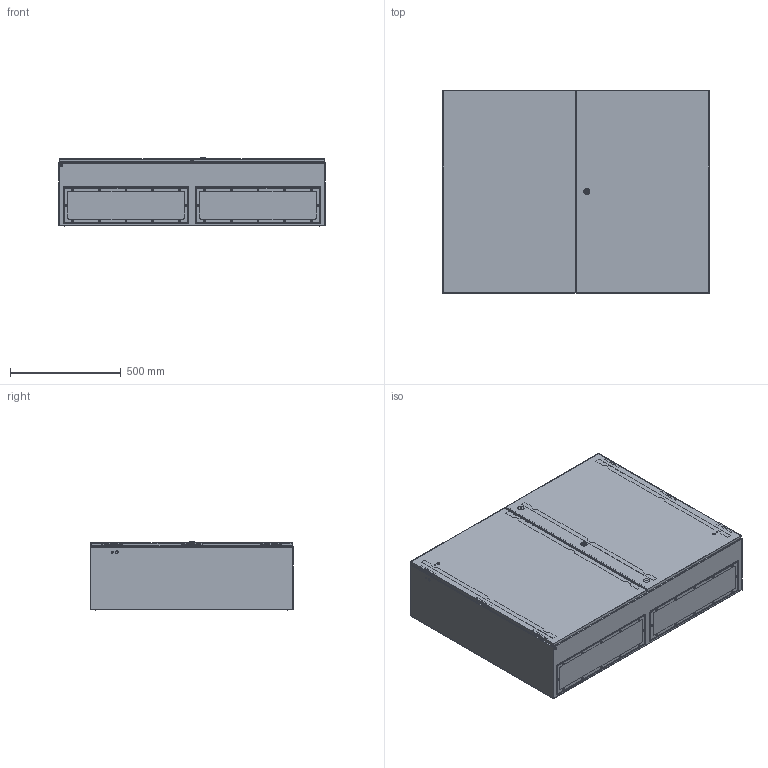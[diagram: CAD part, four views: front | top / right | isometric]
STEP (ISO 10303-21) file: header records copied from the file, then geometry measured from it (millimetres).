
FILE_DESCRIPTION (( 'STEP AP214' ), '1' );
FILE_NAME ('3331-1291-30-17.step', '2023-12-20T12:41:23', ( '' ), ( '' ), 'SwSTEP 2.0', 'SolidWorks 2019', '' );
FILE_SCHEMA (( 'AUTOMOTIVE_DESIGN' ));
Length unit declared in the file: millimetre
Products named in the file (8): Tuer_lp_wg_3331-1291-01-97; Tuer_gg_wg_3331-1291-02-97; 3331-1291-30-17; Montageplatte_wg_0331-1291-00-13; Tuer2_wg_3331-1291-05-97; Korpus_wg_1291-30; Kabeleinfuehrungsplatte_wg_3080-7055-12-27; Montageplattenbeipack_wg_1291
Assembly tree (8 placements, depth 3):
  3331-1291-30-17
    Korpus_wg_1291-30
    Tuer2_wg_3331-1291-05-97
      Tuer_gg_wg_3331-1291-02-97
      Tuer_lp_wg_3331-1291-01-97
    Kabeleinfuehrungsplatte_wg_3080-7055-12-27  x2
    Montageplatte_wg_0331-1291-00-13
    Montageplattenbeipack_wg_1291
Bounding box: 1200 x 918.1 x 306.5 mm (x, y, z)
Volume: 9287507.7 mm3; surface area: 9869308.5 mm2
Topology: 54 solids, 54 shells, 3207 faces, 8271 edges, 5325 vertices
Faces by surface type: plane 1871, cylinder 984, cone 242, torus 60, sphere 34, bspline 16
Entity records: 104997 total; most frequent: CARTESIAN_POINT 24059, DIRECTION 14349, ORIENTED_EDGE 14142, EDGE_CURVE 7071, AXIS2_PLACEMENT_3D 5019, VERTEX_POINT 4581, LINE 4311, VECTOR 4311
